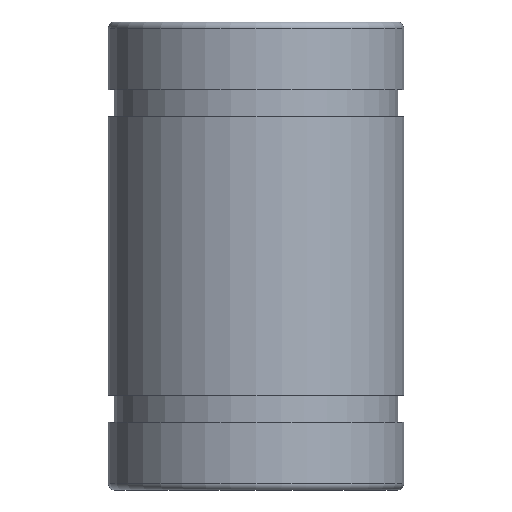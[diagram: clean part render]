
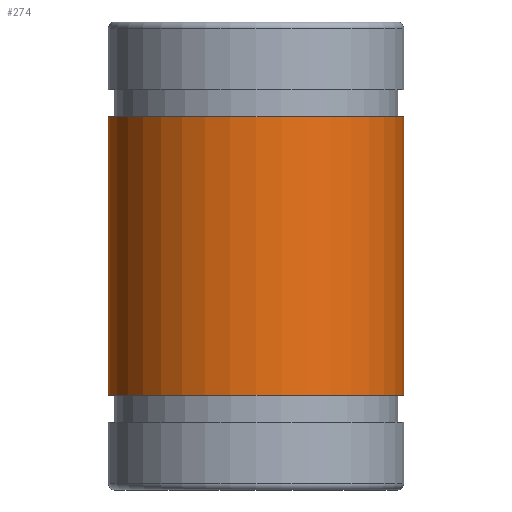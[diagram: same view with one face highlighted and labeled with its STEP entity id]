
A CAD part, front view. The second image highlights one B-rep face of the part: STEP entity #274.
In plain terms, the highlighted cylindrical face has radius 6 mm (diameter 12 mm), a full revolution.
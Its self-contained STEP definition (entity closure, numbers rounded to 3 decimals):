
#38=FACE_OUTER_BOUND('',#58,.T.);
#58=EDGE_LOOP('',(#211,#212,#213,#214));
#85=LINE('',#488,#95);
#95=VECTOR('',#391,6.);
#112=CIRCLE('',#320,6.);
#113=CIRCLE('',#321,6.);
#137=VERTEX_POINT('',#485);
#138=VERTEX_POINT('',#487);
#166=EDGE_CURVE('',#137,#137,#112,.T.);
#167=EDGE_CURVE('',#137,#138,#85,.T.);
#168=EDGE_CURVE('',#138,#138,#113,.T.);
#211=ORIENTED_EDGE('',*,*,#166,.T.);
#212=ORIENTED_EDGE('',*,*,#167,.T.);
#213=ORIENTED_EDGE('',*,*,#168,.F.);
#214=ORIENTED_EDGE('',*,*,#167,.F.);
#263=CYLINDRICAL_SURFACE('',#319,6.);
#274=ADVANCED_FACE('',(#38),#263,.T.);
#319=AXIS2_PLACEMENT_3D('',#484,#387,#388);
#320=AXIS2_PLACEMENT_3D('',#486,#389,#390);
#321=AXIS2_PLACEMENT_3D('',#489,#392,#393);
#387=DIRECTION('center_axis',(0.,0.,-1.));
#388=DIRECTION('ref_axis',(-1.,0.,0.));
#389=DIRECTION('center_axis',(0.,0.,1.));
#390=DIRECTION('ref_axis',(1.,0.,0.));
#391=DIRECTION('',(0.,0.,1.));
#392=DIRECTION('center_axis',(0.,0.,1.));
#393=DIRECTION('ref_axis',(1.,0.,0.));
#484=CARTESIAN_POINT('Origin',(0.,0.,19.));
#485=CARTESIAN_POINT('',(6.,0.,3.85));
#486=CARTESIAN_POINT('Origin',(0.,0.,3.85));
#487=CARTESIAN_POINT('',(6.,0.,15.15));
#488=CARTESIAN_POINT('',(6.,0.,19.));
#489=CARTESIAN_POINT('Origin',(0.,0.,15.15));
